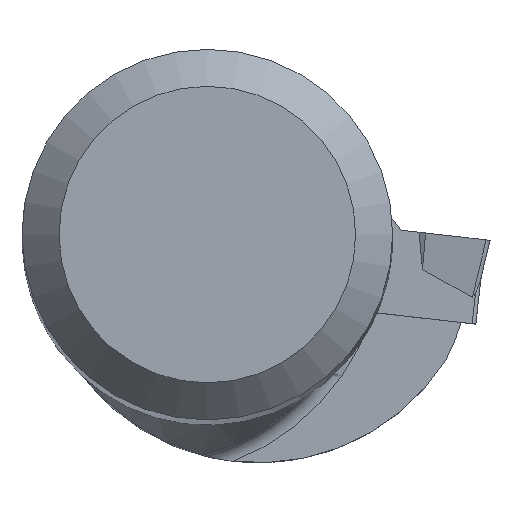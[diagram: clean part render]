
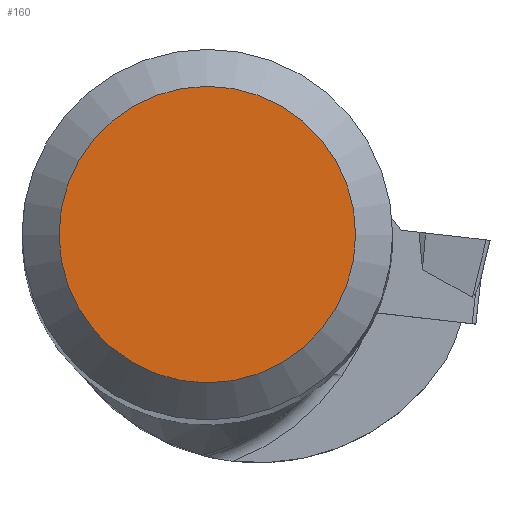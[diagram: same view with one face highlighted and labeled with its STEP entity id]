
A CAD part, top view. The second image highlights one B-rep face of the part: STEP entity #160.
In plain terms, the highlighted planar face has unit normal (0, 0, 1).
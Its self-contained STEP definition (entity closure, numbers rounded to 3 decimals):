
#124=PLANE('',#1248);
#160=ADVANCED_FACE('',(#231),#124,.F.);
#231=FACE_OUTER_BOUND('',#290,.T.);
#290=EDGE_LOOP('',(#625));
#625=ORIENTED_EDGE('',*,*,#1024,.T.);
#906=VERTEX_POINT('',#1786);
#1024=EDGE_CURVE('',#906,#906,#1143,.T.);
#1143=CIRCLE('',#1247,8.);
#1247=AXIS2_PLACEMENT_3D('',#1785,#1390,#1391);
#1248=AXIS2_PLACEMENT_3D('',#1787,#1392,#1393);
#1390=DIRECTION('',(0.,0.,1.));
#1391=DIRECTION('',(0.,1.,0.));
#1392=DIRECTION('',(0.,0.,-1.));
#1393=DIRECTION('',(0.,1.,0.));
#1785=CARTESIAN_POINT('',(0.,0.,0.));
#1786=CARTESIAN_POINT('',(0.,8.,0.));
#1787=CARTESIAN_POINT('',(0.,0.,0.));
